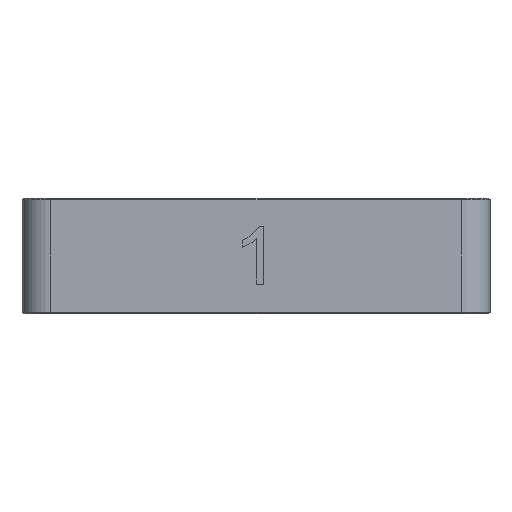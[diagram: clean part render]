
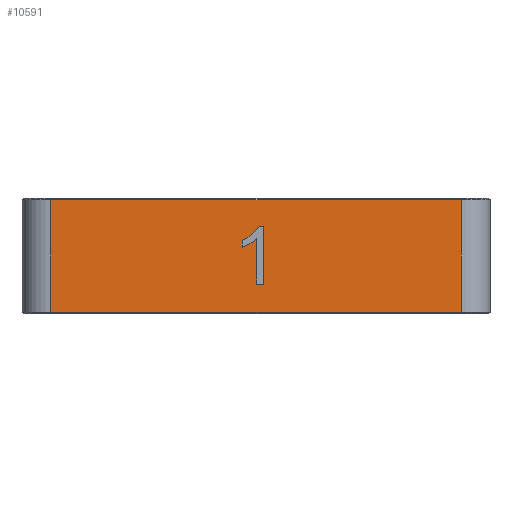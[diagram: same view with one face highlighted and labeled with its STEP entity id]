
A CAD part, left-side view. The second image highlights one B-rep face of the part: STEP entity #10591.
In plain terms, the highlighted planar face has unit normal (-1, 0, 0).
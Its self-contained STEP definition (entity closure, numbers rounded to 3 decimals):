
#95=FACE_BOUND('',#1571,.T.);
#283=PLANE('',#11190);
#900=FACE_OUTER_BOUND('',#1570,.T.);
#1570=EDGE_LOOP('',(#8462,#8463,#8464,#8465));
#1571=EDGE_LOOP('',(#8466,#8467,#8468,#8469,#8470,#8471,#8472,#8473,#8474));
#2104=LINE('',#15247,#3487);
#2110=LINE('',#15301,#3493);
#2115=LINE('',#15353,#3498);
#2118=LINE('',#15359,#3501);
#2121=LINE('',#15364,#3504);
#2183=LINE('',#15505,#3566);
#2190=LINE('',#15522,#3573);
#2602=LINE('',#16359,#3985);
#2604=LINE('',#16363,#3987);
#3487=VECTOR('',#11697,10.);
#3493=VECTOR('',#11705,10.);
#3498=VECTOR('',#11712,10.);
#3501=VECTOR('',#11717,10.);
#3504=VECTOR('',#11722,10.);
#3566=VECTOR('',#11850,10.);
#3573=VECTOR('',#11867,10.);
#3985=VECTOR('',#12503,10.);
#3987=VECTOR('',#12509,10.);
#4894=B_SPLINE_CURVE_WITH_KNOTS('',3,(#15264,#15265,#15266,#15267,#15268),
 .UNSPECIFIED.,.F.,.F.,(4,1,4),(0.,0.095,0.173),
 .UNSPECIFIED.);
#4896=B_SPLINE_CURVE_WITH_KNOTS('',3,(#15287,#15288,#15289,#15290,#15291),
 .UNSPECIFIED.,.F.,.F.,(4,1,4),(0.,0.11,0.215),
 .UNSPECIFIED.);
#4898=B_SPLINE_CURVE_WITH_KNOTS('',3,(#15316,#15317,#15318,#15319,#15320),
 .UNSPECIFIED.,.F.,.F.,(4,1,4),(0.,0.078,0.144),
 .UNSPECIFIED.);
#4900=B_SPLINE_CURVE_WITH_KNOTS('',3,(#15339,#15340,#15341,#15342,#15343),
 .UNSPECIFIED.,.F.,.F.,(4,1,4),(0.,0.066,0.144),
 .UNSPECIFIED.);
#5006=VERTEX_POINT('',#15245);
#5007=VERTEX_POINT('',#15246);
#5010=VERTEX_POINT('',#15263);
#5012=VERTEX_POINT('',#15286);
#5014=VERTEX_POINT('',#15300);
#5016=VERTEX_POINT('',#15315);
#5018=VERTEX_POINT('',#15338);
#5020=VERTEX_POINT('',#15352);
#5022=VERTEX_POINT('',#15358);
#5059=VERTEX_POINT('',#15467);
#5068=VERTEX_POINT('',#15498);
#5074=VERTEX_POINT('',#15521);
#5387=VERTEX_POINT('',#16354);
#6008=EDGE_CURVE('',#5006,#5007,#2104,.T.);
#6012=EDGE_CURVE('',#5010,#5006,#4894,.T.);
#6015=EDGE_CURVE('',#5012,#5010,#4896,.T.);
#6018=EDGE_CURVE('',#5014,#5012,#2110,.T.);
#6021=EDGE_CURVE('',#5016,#5014,#4898,.T.);
#6024=EDGE_CURVE('',#5018,#5016,#4900,.T.);
#6027=EDGE_CURVE('',#5020,#5018,#2115,.T.);
#6030=EDGE_CURVE('',#5022,#5020,#2118,.T.);
#6033=EDGE_CURVE('',#5007,#5022,#2121,.T.);
#6103=EDGE_CURVE('',#5068,#5059,#2183,.T.);
#6111=EDGE_CURVE('',#5074,#5059,#2190,.T.);
#6530=EDGE_CURVE('',#5074,#5387,#2602,.T.);
#6532=EDGE_CURVE('',#5387,#5068,#2604,.T.);
#8462=ORIENTED_EDGE('',*,*,#6103,.F.);
#8463=ORIENTED_EDGE('',*,*,#6532,.F.);
#8464=ORIENTED_EDGE('',*,*,#6530,.F.);
#8465=ORIENTED_EDGE('',*,*,#6111,.T.);
#8466=ORIENTED_EDGE('',*,*,#6008,.T.);
#8467=ORIENTED_EDGE('',*,*,#6033,.T.);
#8468=ORIENTED_EDGE('',*,*,#6030,.T.);
#8469=ORIENTED_EDGE('',*,*,#6027,.T.);
#8470=ORIENTED_EDGE('',*,*,#6024,.T.);
#8471=ORIENTED_EDGE('',*,*,#6021,.T.);
#8472=ORIENTED_EDGE('',*,*,#6018,.T.);
#8473=ORIENTED_EDGE('',*,*,#6015,.T.);
#8474=ORIENTED_EDGE('',*,*,#6012,.T.);
#10591=ADVANCED_FACE('',(#900,#95),#283,.T.);
#11190=AXIS2_PLACEMENT_3D('',#16364,#12510,#12511);
#11697=DIRECTION('',(0.,-1.,0.));
#11705=DIRECTION('',(0.,0.,1.));
#11712=DIRECTION('',(0.,0.,1.));
#11717=DIRECTION('',(0.,1.,0.));
#11722=DIRECTION('',(0.,0.,-1.));
#11850=DIRECTION('',(0.,-1.,0.));
#11867=DIRECTION('',(0.,0.,1.));
#12503=DIRECTION('',(0.,1.,0.));
#12509=DIRECTION('',(0.,0.,1.));
#12510=DIRECTION('center_axis',(-1.,0.,0.));
#12511=DIRECTION('ref_axis',(0.,-1.,0.));
#15245=CARTESIAN_POINT('',(0.,39.971,15.191));
#15246=CARTESIAN_POINT('',(0.,39.18,15.191));
#15247=CARTESIAN_POINT('',(0.,57.986,15.191));
#15263=CARTESIAN_POINT('',(0.,41.063,13.854));
#15264=CARTESIAN_POINT('Ctrl Pts',(0.,41.063,
13.854));
#15265=CARTESIAN_POINT('Ctrl Pts',(0.,40.831,
14.07));
#15266=CARTESIAN_POINT('Ctrl Pts',(0.,40.405,
14.466));
#15267=CARTESIAN_POINT('Ctrl Pts',(0.,40.107,
14.964));
#15268=CARTESIAN_POINT('Ctrl Pts',(0.,39.971,
15.191));
#15286=CARTESIAN_POINT('',(0.,42.864,12.681));
#15287=CARTESIAN_POINT('Ctrl Pts',(0.,42.864,
12.681));
#15288=CARTESIAN_POINT('Ctrl Pts',(0.,42.534,
12.848));
#15289=CARTESIAN_POINT('Ctrl Pts',(0.,41.892,
13.174));
#15290=CARTESIAN_POINT('Ctrl Pts',(0.,41.334,
13.631));
#15291=CARTESIAN_POINT('Ctrl Pts',(0.,41.063,
13.854));
#15300=CARTESIAN_POINT('',(0.,42.864,11.494));
#15301=CARTESIAN_POINT('',(0.,42.864,5.747));
#15315=CARTESIAN_POINT('',(0.,41.571,12.128));
#15316=CARTESIAN_POINT('Ctrl Pts',(0.,41.571,
12.128));
#15317=CARTESIAN_POINT('Ctrl Pts',(0.,41.796,
11.999));
#15318=CARTESIAN_POINT('Ctrl Pts',(0.,42.213,
11.76));
#15319=CARTESIAN_POINT('Ctrl Pts',(0.,42.658,
11.578));
#15320=CARTESIAN_POINT('Ctrl Pts',(0.,42.864,
11.494));
#15338=CARTESIAN_POINT('',(0.,40.408,12.974));
#15339=CARTESIAN_POINT('Ctrl Pts',(0.,40.408,
12.974));
#15340=CARTESIAN_POINT('Ctrl Pts',(0.,40.575,
12.828));
#15341=CARTESIAN_POINT('Ctrl Pts',(0.,40.938,
12.513));
#15342=CARTESIAN_POINT('Ctrl Pts',(0.,41.349,
12.263));
#15343=CARTESIAN_POINT('Ctrl Pts',(0.,41.571,
12.128));
#15352=CARTESIAN_POINT('',(0.,40.408,5.15));
#15353=CARTESIAN_POINT('',(0.,40.408,2.575));
#15358=CARTESIAN_POINT('',(0.,39.18,5.15));
#15359=CARTESIAN_POINT('',(0.,57.59,5.15));
#15364=CARTESIAN_POINT('',(0.,39.18,7.595));
#15467=CARTESIAN_POINT('',(0.,5.,19.7));
#15498=CARTESIAN_POINT('',(0.,76.,19.7));
#15505=CARTESIAN_POINT('',(0.,58.25,19.7));
#15521=CARTESIAN_POINT('',(0.,5.,0.3));
#15522=CARTESIAN_POINT('',(0.,5.,0.));
#16354=CARTESIAN_POINT('',(0.,76.,0.3));
#16359=CARTESIAN_POINT('',(0.,58.25,0.3));
#16363=CARTESIAN_POINT('',(0.,76.,0.));
#16364=CARTESIAN_POINT('Origin',(0.,76.,0.));
